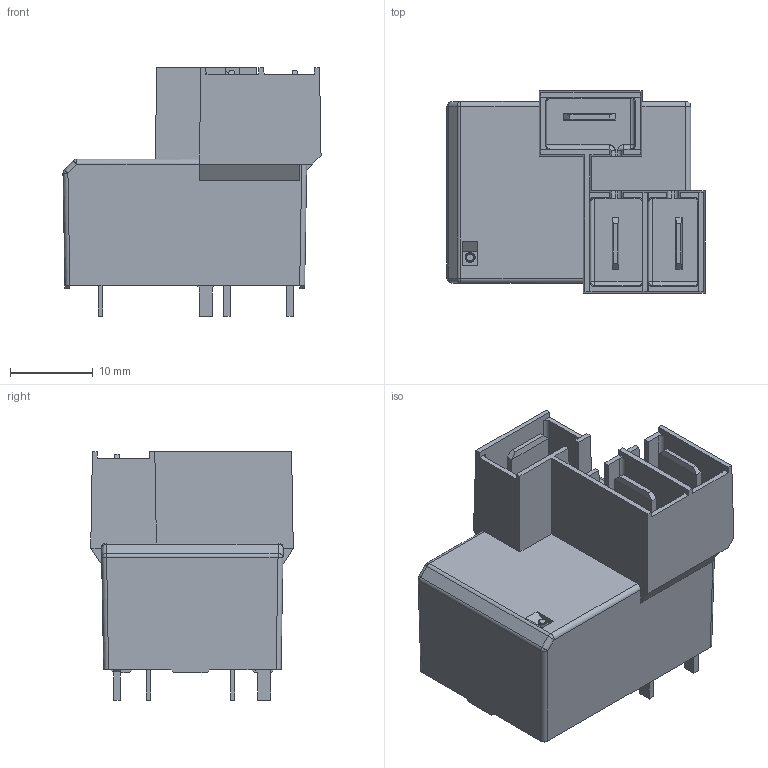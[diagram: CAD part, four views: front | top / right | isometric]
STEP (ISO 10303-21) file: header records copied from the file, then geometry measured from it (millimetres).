
FILE_DESCRIPTION((''),'2;1');
FILE_NAME('C-1558675-8','2017-07-10T',('workeradm'),('Tyco Electronics Ltd.'),'CREO PARAMETRIC BY PTC INC, 2016050','CREO PARAMETRIC BY PTC INC, 2016050','');
FILE_SCHEMA(('AUTOMOTIVE_DESIGN { 1 0 10303 214 1 1 1 1 }'));
Length unit declared in the file: millimetre
Products named in the file (1): C-1558675-8
Bounding box: 31.13 x 24.43 x 29.95 mm (x, y, z)
Volume: 10723.6 mm3; surface area: 5371.1 mm2
Topology: 1 solids, 1 shells, 213 faces, 553 edges, 352 vertices
Faces by surface type: plane 146, cylinder 53, sphere 8, torus 4, bspline 2
Entity records: 7055 total; most frequent: CARTESIAN_POINT 1730, ORIENTED_EDGE 1106, DIRECTION 987, EDGE_CURVE 553, VECTOR 433, LINE 433, VERTEX_POINT 352, AXIS2_PLACEMENT_3D 277
